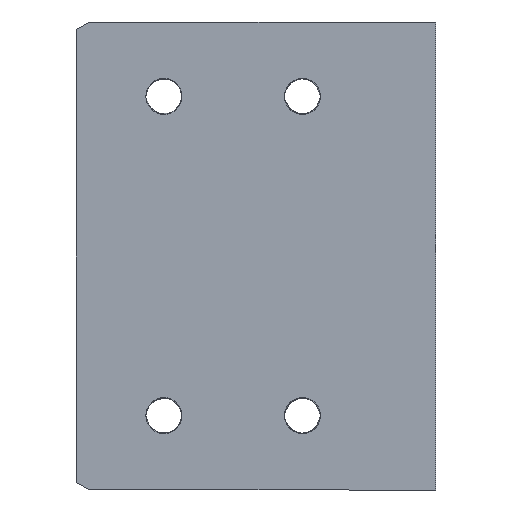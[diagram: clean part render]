
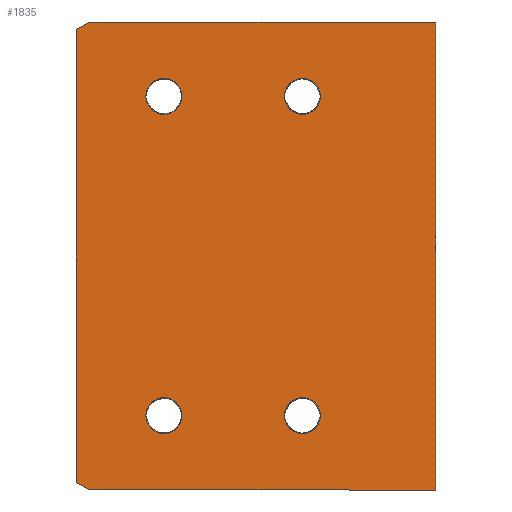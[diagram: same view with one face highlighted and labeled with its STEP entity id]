
A CAD part, front view. The second image highlights one B-rep face of the part: STEP entity #1835.
In plain terms, the highlighted planar face has unit normal (0, -1, 0).
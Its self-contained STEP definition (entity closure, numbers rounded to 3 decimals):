
#2 = CARTESIAN_POINT ( 'NONE',  ( -83.041, -19.308, 535.171 ) ) ;
#6 = CARTESIAN_POINT ( 'NONE',  ( 345.243, -19.308, 544.142 ) ) ;
#8 = DIRECTION ( 'NONE',  ( 1., 0., 0. ) ) ;
#17 = CARTESIAN_POINT ( 'NONE',  ( 21.201, -19.308, 74.5 ) ) ;
#84 = ORIENTED_EDGE ( 'NONE', *, *, #2020, .F. ) ;
#103 = CARTESIAN_POINT ( 'NONE',  ( 186.531, -19.308, 455.5 ) ) ;
#118 = EDGE_LOOP ( 'NONE', ( #1983, #1489 ) ) ;
#144 = CARTESIAN_POINT ( 'NONE',  ( 345.243, -19.308, 544.142 ) ) ;
#149 = DIRECTION ( 'NONE',  ( 0., 1., 0. ) ) ;
#151 = EDGE_CURVE ( 'NONE', #1219, #263, #644, .T. ) ;
#162 = LINE ( 'NONE', #1605, #1707 ) ;
#167 = EDGE_CURVE ( 'NONE', #1760, #1529, #2226, .T. ) ;
#193 = VERTEX_POINT ( 'NONE', #1623 ) ;
#197 = VECTOR ( 'NONE', #1684, 1000. ) ;
#233 = ORIENTED_EDGE ( 'NONE', *, *, #1922, .T. ) ;
#238 = DIRECTION ( 'NONE',  ( 1., 0., 0. ) ) ;
#263 = VERTEX_POINT ( 'NONE', #2530 ) ;
#302 = EDGE_CURVE ( 'NONE', #1311, #2189, #2722, .T. ) ;
#310 = DIRECTION ( 'NONE',  ( 1., 0., 0. ) ) ;
#351 = DIRECTION ( 'NONE',  ( 0., 1., 0. ) ) ;
#358 = LINE ( 'NONE', #813, #1688 ) ;
#367 = CARTESIAN_POINT ( 'NONE',  ( 345.243, -19.308, -14.142 ) ) ;
#383 = EDGE_LOOP ( 'NONE', ( #860, #443 ) ) ;
#403 = CARTESIAN_POINT ( 'NONE',  ( 331.101, -19.308, 0. ) ) ;
#415 = FACE_BOUND ( 'NONE', #118, .T. ) ;
#427 = ORIENTED_EDGE ( 'NONE', *, *, #624, .F. ) ;
#439 = CARTESIAN_POINT ( 'NONE',  ( -67.503, -19.308, 544.142 ) ) ;
#443 = ORIENTED_EDGE ( 'NONE', *, *, #167, .T. ) ;
#445 = CARTESIAN_POINT ( 'NONE',  ( -67.503, -19.308, 544.142 ) ) ;
#448 = EDGE_LOOP ( 'NONE', ( #2507, #1059 ) ) ;
#492 = ORIENTED_EDGE ( 'NONE', *, *, #2154, .T. ) ;
#497 = VERTEX_POINT ( 'NONE', #2630 ) ;
#542 = DIRECTION ( 'NONE',  ( 0., 0., -1. ) ) ;
#545 = DIRECTION ( 'NONE',  ( 1., 0., 0. ) ) ;
#614 = FACE_BOUND ( 'NONE', #448, .T. ) ;
#624 = EDGE_CURVE ( 'NONE', #193, #1834, #2486, .T. ) ;
#641 = EDGE_CURVE ( 'NONE', #1311, #1834, #1841, .T. ) ;
#644 = CIRCLE ( 'NONE', #1881, 21.5 ) ;
#690 = VERTEX_POINT ( 'NONE', #1509 ) ;
#738 = DIRECTION ( 'NONE',  ( 0., 1., 0. ) ) ;
#765 = VECTOR ( 'NONE', #2168, 1000. ) ;
#798 = VERTEX_POINT ( 'NONE', #2032 ) ;
#807 = ORIENTED_EDGE ( 'NONE', *, *, #1938, .F. ) ;
#812 = VERTEX_POINT ( 'NONE', #1594 ) ;
#813 = CARTESIAN_POINT ( 'NONE',  ( -83.041, -19.308, -5.171 ) ) ;
#823 = CIRCLE ( 'NONE', #1266, 21.5 ) ;
#860 = ORIENTED_EDGE ( 'NONE', *, *, #2188, .T. ) ;
#861 = CIRCLE ( 'NONE', #2403, 21.5 ) ;
#865 = AXIS2_PLACEMENT_3D ( 'NONE', #2119, #1246, #238 ) ;
#885 = EDGE_CURVE ( 'NONE', #193, #497, #358, .T. ) ;
#914 = CARTESIAN_POINT ( 'NONE',  ( -67.503, -19.308, 544.142 ) ) ;
#1041 = AXIS2_PLACEMENT_3D ( 'NONE', #103, #2039, #1573 ) ;
#1054 = DIRECTION ( 'NONE',  ( 0., 0., -1. ) ) ;
#1059 = ORIENTED_EDGE ( 'NONE', *, *, #151, .T. ) ;
#1072 = VERTEX_POINT ( 'NONE', #367 ) ;
#1076 = EDGE_CURVE ( 'NONE', #690, #1933, #861, .T. ) ;
#1115 = DIRECTION ( 'NONE',  ( 0., 1., 0. ) ) ;
#1126 = AXIS2_PLACEMENT_3D ( 'NONE', #1207, #149, #1174 ) ;
#1127 = CARTESIAN_POINT ( 'NONE',  ( 165.031, -19.308, 455.5 ) ) ;
#1129 = AXIS2_PLACEMENT_3D ( 'NONE', #1322, #1115, #1347 ) ;
#1174 = DIRECTION ( 'NONE',  ( 1., 0., 0. ) ) ;
#1184 = DIRECTION ( 'NONE',  ( 1., 0., 0. ) ) ;
#1207 = CARTESIAN_POINT ( 'NONE',  ( 21.201, -19.308, 74.5 ) ) ;
#1219 = VERTEX_POINT ( 'NONE', #2519 ) ;
#1221 = DIRECTION ( 'NONE',  ( 0., 1., 0. ) ) ;
#1222 = VECTOR ( 'NONE', #542, 1000. ) ;
#1228 = FACE_BOUND ( 'NONE', #383, .T. ) ;
#1246 = DIRECTION ( 'NONE',  ( 0., 1., 0. ) ) ;
#1266 = AXIS2_PLACEMENT_3D ( 'NONE', #17, #2332, #1686 ) ;
#1304 = AXIS2_PLACEMENT_3D ( 'NONE', #403, #1837, #1054 ) ;
#1311 = VERTEX_POINT ( 'NONE', #914 ) ;
#1322 = CARTESIAN_POINT ( 'NONE',  ( 186.531, -19.308, 74.5 ) ) ;
#1347 = DIRECTION ( 'NONE',  ( 1., 0., 0. ) ) ;
#1366 = CARTESIAN_POINT ( 'NONE',  ( 21.201, -19.308, 455.5 ) ) ;
#1415 = EDGE_LOOP ( 'NONE', ( #492, #233 ) ) ;
#1489 = ORIENTED_EDGE ( 'NONE', *, *, #2003, .T. ) ;
#1509 = CARTESIAN_POINT ( 'NONE',  ( -0.299, -19.308, 455.5 ) ) ;
#1520 = CIRCLE ( 'NONE', #865, 21.5 ) ;
#1529 = VERTEX_POINT ( 'NONE', #1127 ) ;
#1573 = DIRECTION ( 'NONE',  ( 1., 0., 0. ) ) ;
#1594 = CARTESIAN_POINT ( 'NONE',  ( 42.701, -19.308, 74.5 ) ) ;
#1605 = CARTESIAN_POINT ( 'NONE',  ( 345.243, -19.308, -14.142 ) ) ;
#1623 = CARTESIAN_POINT ( 'NONE',  ( -83.041, -19.308, -5.171 ) ) ;
#1634 = CARTESIAN_POINT ( 'NONE',  ( 21.201, -19.308, 455.5 ) ) ;
#1642 = FACE_OUTER_BOUND ( 'NONE', #1868, .T. ) ;
#1671 = CARTESIAN_POINT ( 'NONE',  ( -83.041, -19.308, -5.171 ) ) ;
#1684 = DIRECTION ( 'NONE',  ( 0., 0., 1. ) ) ;
#1686 = DIRECTION ( 'NONE',  ( 1., 0., 0. ) ) ;
#1688 = VECTOR ( 'NONE', #2496, 1000. ) ;
#1707 = VECTOR ( 'NONE', #2405, 1000. ) ;
#1760 = VERTEX_POINT ( 'NONE', #2628 ) ;
#1834 = VERTEX_POINT ( 'NONE', #2 ) ;
#1835 = ADVANCED_FACE ( 'NONE', ( #1228, #2511, #614, #415, #1642 ), #2075, .T. ) ;
#1837 = DIRECTION ( 'NONE',  ( 0., -1., 0. ) ) ;
#1841 = LINE ( 'NONE', #445, #765 ) ;
#1868 = EDGE_LOOP ( 'NONE', ( #2054, #807, #84, #2099, #1956, #427 ) ) ;
#1881 = AXIS2_PLACEMENT_3D ( 'NONE', #2228, #738, #310 ) ;
#1922 = EDGE_CURVE ( 'NONE', #812, #798, #2406, .T. ) ;
#1933 = VERTEX_POINT ( 'NONE', #2053 ) ;
#1938 = EDGE_CURVE ( 'NONE', #1072, #497, #162, .T. ) ;
#1956 = ORIENTED_EDGE ( 'NONE', *, *, #641, .T. ) ;
#1983 = ORIENTED_EDGE ( 'NONE', *, *, #1076, .T. ) ;
#2003 = EDGE_CURVE ( 'NONE', #1933, #690, #2192, .T. ) ;
#2007 = VECTOR ( 'NONE', #8, 1000. ) ;
#2020 = EDGE_CURVE ( 'NONE', #2189, #1072, #2023, .T. ) ;
#2023 = LINE ( 'NONE', #144, #1222 ) ;
#2032 = CARTESIAN_POINT ( 'NONE',  ( -0.299, -19.308, 74.5 ) ) ;
#2039 = DIRECTION ( 'NONE',  ( 0., 1., 0. ) ) ;
#2053 = CARTESIAN_POINT ( 'NONE',  ( 42.701, -19.308, 455.5 ) ) ;
#2054 = ORIENTED_EDGE ( 'NONE', *, *, #885, .T. ) ;
#2075 = PLANE ( 'NONE',  #1304 ) ;
#2099 = ORIENTED_EDGE ( 'NONE', *, *, #302, .F. ) ;
#2119 = CARTESIAN_POINT ( 'NONE',  ( 186.531, -19.308, 455.5 ) ) ;
#2154 = EDGE_CURVE ( 'NONE', #798, #812, #823, .T. ) ;
#2168 = DIRECTION ( 'NONE',  ( -0.866, 0., -0.5 ) ) ;
#2188 = EDGE_CURVE ( 'NONE', #1529, #1760, #1520, .T. ) ;
#2189 = VERTEX_POINT ( 'NONE', #6 ) ;
#2192 = CIRCLE ( 'NONE', #2581, 21.5 ) ;
#2226 = CIRCLE ( 'NONE', #1041, 21.5 ) ;
#2228 = CARTESIAN_POINT ( 'NONE',  ( 186.531, -19.308, 74.5 ) ) ;
#2308 = EDGE_CURVE ( 'NONE', #263, #1219, #2455, .T. ) ;
#2332 = DIRECTION ( 'NONE',  ( 0., 1., 0. ) ) ;
#2403 = AXIS2_PLACEMENT_3D ( 'NONE', #1366, #1221, #545 ) ;
#2405 = DIRECTION ( 'NONE',  ( -1., 0., 0. ) ) ;
#2406 = CIRCLE ( 'NONE', #1126, 21.5 ) ;
#2455 = CIRCLE ( 'NONE', #1129, 21.5 ) ;
#2486 = LINE ( 'NONE', #1671, #197 ) ;
#2496 = DIRECTION ( 'NONE',  ( 0.866, 0., -0.5 ) ) ;
#2507 = ORIENTED_EDGE ( 'NONE', *, *, #2308, .T. ) ;
#2511 = FACE_BOUND ( 'NONE', #1415, .T. ) ;
#2519 = CARTESIAN_POINT ( 'NONE',  ( 208.031, -19.308, 74.5 ) ) ;
#2530 = CARTESIAN_POINT ( 'NONE',  ( 165.031, -19.308, 74.5 ) ) ;
#2581 = AXIS2_PLACEMENT_3D ( 'NONE', #1634, #351, #1184 ) ;
#2628 = CARTESIAN_POINT ( 'NONE',  ( 208.031, -19.308, 455.5 ) ) ;
#2630 = CARTESIAN_POINT ( 'NONE',  ( -67.503, -19.308, -14.142 ) ) ;
#2722 = LINE ( 'NONE', #439, #2007 ) ;
